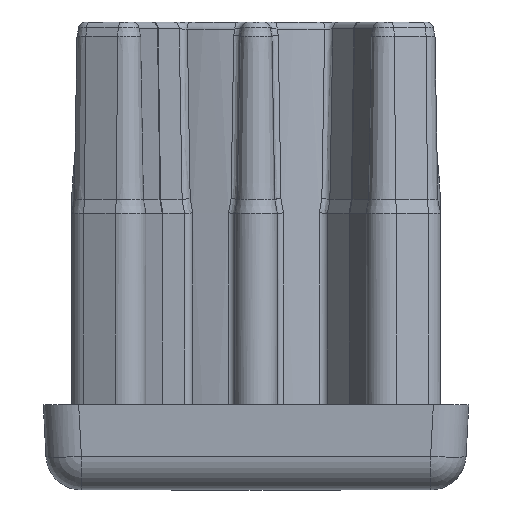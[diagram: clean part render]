
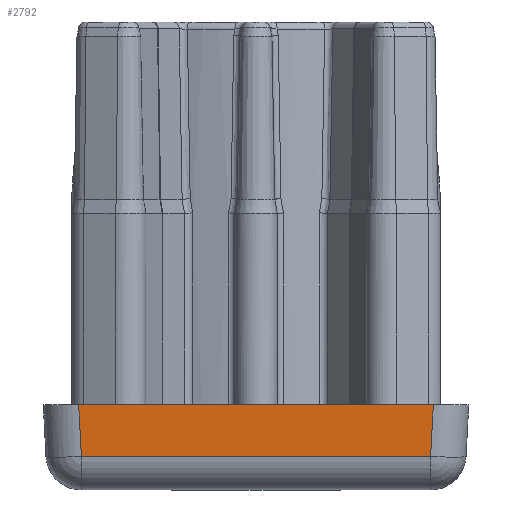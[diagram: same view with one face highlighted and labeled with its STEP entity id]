
A CAD part, front view. The second image highlights one B-rep face of the part: STEP entity #2792.
In plain terms, the highlighted planar face has unit normal (0, -0.999, -0.052).
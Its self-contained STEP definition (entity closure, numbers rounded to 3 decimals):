
#322 = CARTESIAN_POINT ( 'NONE',  ( -15., -25., 0. ) ) ;
#337 = LINE ( 'NONE', #13774, #10315 ) ;
#1523 = LINE ( 'NONE', #15453, #21533 ) ;
#1558 = EDGE_CURVE ( 'NONE', #25237, #15132, #1523, .T. ) ;
#1967 = ORIENTED_EDGE ( 'NONE', *, *, #15578, .T. ) ;
#2792 = ADVANCED_FACE ( 'NONE', ( #23690 ), #19035, .T. ) ;
#3458 = DIRECTION ( 'NONE',  ( 1., 0., 0. ) ) ;
#3879 = DIRECTION ( 'NONE',  ( 0.052, 0.052, -0.997 ) ) ;
#8227 = EDGE_LOOP ( 'NONE', ( #22659, #23769, #11312, #1967 ) ) ;
#9778 = CARTESIAN_POINT ( 'NONE',  ( -12.51, -25.007, 0.13 ) ) ;
#9941 = VERTEX_POINT ( 'NONE', #14687 ) ;
#10315 = VECTOR ( 'NONE', #19834, 1000. ) ;
#11033 = DIRECTION ( 'NONE',  ( 0., 0.052, -0.999 ) ) ;
#11087 = EDGE_CURVE ( 'NONE', #21248, #9941, #24558, .T. ) ;
#11312 = ORIENTED_EDGE ( 'NONE', *, *, #11087, .F. ) ;
#12369 = CARTESIAN_POINT ( 'NONE',  ( -12.313, -24.81, -3.631 ) ) ;
#13355 = VECTOR ( 'NONE', #3879, 1000. ) ;
#13774 = CARTESIAN_POINT ( 'NONE',  ( 12.428, -24.925, -1.434 ) ) ;
#13879 = VECTOR ( 'NONE', #20359, 1000. ) ;
#14028 = LINE ( 'NONE', #9778, #13355 ) ;
#14054 = EDGE_CURVE ( 'NONE', #15132, #9941, #337, .T. ) ;
#14687 = CARTESIAN_POINT ( 'NONE',  ( 12.503, -25., 0. ) ) ;
#15132 = VERTEX_POINT ( 'NONE', #25775 ) ;
#15453 = CARTESIAN_POINT ( 'NONE',  ( -15., -24.81, -3.631 ) ) ;
#15481 = CARTESIAN_POINT ( 'NONE',  ( -12.503, -25., 0. ) ) ;
#15578 = EDGE_CURVE ( 'NONE', #21248, #25237, #14028, .T. ) ;
#18883 = AXIS2_PLACEMENT_3D ( 'NONE', #21032, #23039, #11033 ) ;
#19035 = PLANE ( 'NONE',  #18883 ) ;
#19834 = DIRECTION ( 'NONE',  ( 0.052, -0.052, 0.997 ) ) ;
#20359 = DIRECTION ( 'NONE',  ( 1., 0., 0. ) ) ;
#21032 = CARTESIAN_POINT ( 'NONE',  ( -15., -25., 0. ) ) ;
#21248 = VERTEX_POINT ( 'NONE', #15481 ) ;
#21533 = VECTOR ( 'NONE', #3458, 1000. ) ;
#22659 = ORIENTED_EDGE ( 'NONE', *, *, #1558, .T. ) ;
#23039 = DIRECTION ( 'NONE',  ( 0., -0.999, -0.052 ) ) ;
#23690 = FACE_OUTER_BOUND ( 'NONE', #8227, .T. ) ;
#23769 = ORIENTED_EDGE ( 'NONE', *, *, #14054, .T. ) ;
#24558 = LINE ( 'NONE', #322, #13879 ) ;
#25237 = VERTEX_POINT ( 'NONE', #12369 ) ;
#25775 = CARTESIAN_POINT ( 'NONE',  ( 12.313, -24.81, -3.631 ) ) ;
